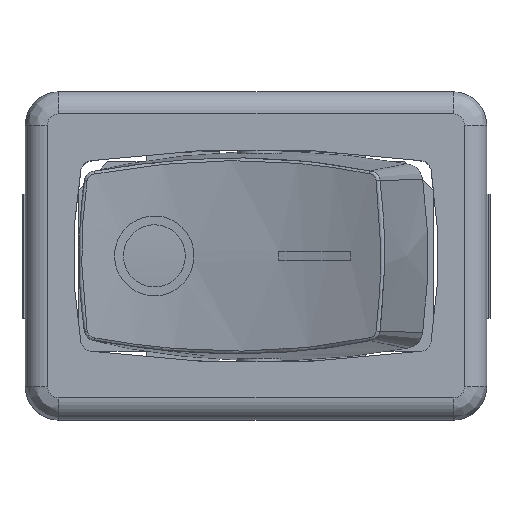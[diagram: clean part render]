
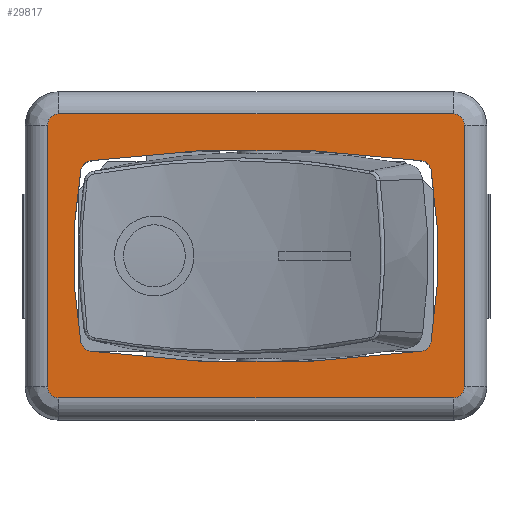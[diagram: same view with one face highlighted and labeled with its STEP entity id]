
A CAD part, top view. The second image highlights one B-rep face of the part: STEP entity #29817.
In plain terms, the highlighted planar face has unit normal (0, 0, 1).
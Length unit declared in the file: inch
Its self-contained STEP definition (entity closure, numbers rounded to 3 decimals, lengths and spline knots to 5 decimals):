
#2423=CARTESIAN_POINT('',(0.31077,-0.15275,0.6063));
#2424=VERTEX_POINT('',#2423);
#2431=CARTESIAN_POINT('',(0.31077,0.15275,0.6063));
#2432=VERTEX_POINT('',#2431);
#2433=CARTESIAN_POINT('',(-0.63205,0.,0.6063));
#2434=DIRECTION('',(0.0,0.0,-1.0));
#2435=DIRECTION('',(-0.987,0.16,0.0));
#2436=AXIS2_PLACEMENT_3D('',#2433,#2434,#2435);
#2437=CIRCLE('',#2436,0.95512);
#2438=EDGE_CURVE('',#2432,#2424,#2437,.T.);
#2474=CARTESIAN_POINT('',(-0.31071,-0.15309,0.6063));
#2475=VERTEX_POINT('',#2474);
#2482=CARTESIAN_POINT('',(-0.29401,-0.16911,0.6063));
#2483=VERTEX_POINT('',#2482);
#2484=CARTESIAN_POINT('',(-0.29134,-0.14961,0.6063));
#2485=DIRECTION('',(0.0,0.0,-1.0));
#2486=DIRECTION('',(0.984,0.177,0.0));
#2487=AXIS2_PLACEMENT_3D('',#2484,#2485,#2486);
#2488=CIRCLE('',#2487,0.01969);
#2489=EDGE_CURVE('',#2483,#2475,#2488,.T.);
#26584=CARTESIAN_POINT('',(0.29401,0.16911,0.6063));
#26585=VERTEX_POINT('',#26584);
#26592=CARTESIAN_POINT('',(-0.29401,0.16911,0.6063));
#26593=VERTEX_POINT('',#26592);
#26594=CARTESIAN_POINT('',(0.,-1.97619,0.6063));
#26595=DIRECTION('',(0.0,0.0,-1.0));
#26596=DIRECTION('',(-0.136,-0.991,0.0));
#26597=AXIS2_PLACEMENT_3D('',#26594,#26595,#26596);
#26598=CIRCLE('',#26597,2.16535);
#26599=EDGE_CURVE('',#26593,#26585,#26598,.T.);
#26689=CARTESIAN_POINT('',(0.29134,0.14961,0.6063));
#26690=DIRECTION('',(0.0,0.0,-1.0));
#26691=DIRECTION('',(-0.987,-0.16,0.0));
#26692=AXIS2_PLACEMENT_3D('',#26689,#26690,#26691);
#26693=CIRCLE('',#26692,0.01969);
#26694=EDGE_CURVE('',#26585,#2432,#26693,.T.);
#26708=CARTESIAN_POINT('',(0.29401,-0.16911,0.6063));
#26709=VERTEX_POINT('',#26708);
#26716=CARTESIAN_POINT('',(0.29134,-0.14961,0.6063));
#26717=DIRECTION('',(0.0,0.0,-1.0));
#26718=DIRECTION('',(-0.136,0.991,0.0));
#26719=AXIS2_PLACEMENT_3D('',#26716,#26717,#26718);
#26720=CIRCLE('',#26719,0.01969);
#26721=EDGE_CURVE('',#2424,#26709,#26720,.T.);
#29147=CARTESIAN_POINT('',(-0.31071,0.15309,0.6063));
#29148=VERTEX_POINT('',#29147);
#29149=CARTESIAN_POINT('',(-0.29134,0.14961,0.6063));
#29150=DIRECTION('',(0.0,0.0,-1.0));
#29151=DIRECTION('',(0.136,-0.991,0.0));
#29152=AXIS2_PLACEMENT_3D('',#29149,#29150,#29151);
#29153=CIRCLE('',#29152,0.01969);
#29154=EDGE_CURVE('',#29148,#26593,#29153,.T.);
#29174=CARTESIAN_POINT('',(0.54179,0.,0.6063));
#29175=DIRECTION('',(0.0,0.0,-1.0));
#29176=DIRECTION('',(0.984,-0.177,0.0));
#29177=AXIS2_PLACEMENT_3D('',#29174,#29175,#29176);
#29178=CIRCLE('',#29177,0.86614);
#29179=EDGE_CURVE('',#2475,#29148,#29178,.T.);
#29194=CARTESIAN_POINT('',(0.,1.97619,0.6063));
#29195=DIRECTION('',(0.0,0.0,-1.0));
#29196=DIRECTION('',(0.136,0.991,0.0));
#29197=AXIS2_PLACEMENT_3D('',#29194,#29195,#29196);
#29198=CIRCLE('',#29197,2.16535);
#29199=EDGE_CURVE('',#26709,#2483,#29198,.T.);
#29270=CARTESIAN_POINT('',(-0.37008,-0.23228,0.6063));
#29271=VERTEX_POINT('',#29270);
#29279=CARTESIAN_POINT('',(-0.37008,0.23228,0.6063));
#29280=VERTEX_POINT('',#29279);
#29281=CARTESIAN_POINT('',(-0.37008,-0.23228,0.6063));
#29282=DIRECTION('',(0.0,1.0,0.0));
#29283=VECTOR('',#29282,0.46457);
#29284=LINE('',#29281,#29283);
#29285=EDGE_CURVE('',#29271,#29280,#29284,.T.);
#29360=CARTESIAN_POINT('',(-0.35039,-0.25197,0.6063));
#29361=VERTEX_POINT('',#29360);
#29369=CARTESIAN_POINT('',(-0.35039,-0.23228,0.6063));
#29370=DIRECTION('',(0.0,0.0,-1.0));
#29371=DIRECTION('',(-0.707,-0.707,0.0));
#29372=AXIS2_PLACEMENT_3D('',#29369,#29370,#29371);
#29373=CIRCLE('',#29372,0.01969);
#29374=EDGE_CURVE('',#29361,#29271,#29373,.T.);
#29440=CARTESIAN_POINT('',(-0.35039,0.25197,0.6063));
#29441=VERTEX_POINT('',#29440);
#29459=CARTESIAN_POINT('',(-0.35039,0.23228,0.6063));
#29460=DIRECTION('',(0.0,0.0,-1.0));
#29461=DIRECTION('',(-0.707,0.707,0.0));
#29462=AXIS2_PLACEMENT_3D('',#29459,#29460,#29461);
#29463=CIRCLE('',#29462,0.01969);
#29464=EDGE_CURVE('',#29280,#29441,#29463,.T.);
#29476=CARTESIAN_POINT('',(0.35039,-0.25197,0.6063));
#29477=VERTEX_POINT('',#29476);
#29485=CARTESIAN_POINT('',(0.35039,-0.25197,0.6063));
#29486=DIRECTION('',(-1.0,0.0,0.0));
#29487=VECTOR('',#29486,0.70079);
#29488=LINE('',#29485,#29487);
#29489=EDGE_CURVE('',#29477,#29361,#29488,.T.);
#29506=CARTESIAN_POINT('',(0.35039,0.25197,0.6063));
#29507=VERTEX_POINT('',#29506);
#29524=CARTESIAN_POINT('',(-0.35039,0.25197,0.6063));
#29525=DIRECTION('',(1.0,0.0,0.0));
#29526=VECTOR('',#29525,0.70079);
#29527=LINE('',#29524,#29526);
#29528=EDGE_CURVE('',#29441,#29507,#29527,.T.);
#29588=CARTESIAN_POINT('',(0.37008,-0.23228,0.6063));
#29589=VERTEX_POINT('',#29588);
#29597=CARTESIAN_POINT('',(0.35039,-0.23228,0.6063));
#29598=DIRECTION('',(0.0,0.0,-1.0));
#29599=DIRECTION('',(0.707,-0.707,0.0));
#29600=AXIS2_PLACEMENT_3D('',#29597,#29598,#29599);
#29601=CIRCLE('',#29600,0.01969);
#29602=EDGE_CURVE('',#29589,#29477,#29601,.T.);
#29668=CARTESIAN_POINT('',(0.37008,0.23228,0.6063));
#29669=VERTEX_POINT('',#29668);
#29687=CARTESIAN_POINT('',(0.35039,0.23228,0.6063));
#29688=DIRECTION('',(0.0,0.0,-1.0));
#29689=DIRECTION('',(0.707,0.707,0.0));
#29690=AXIS2_PLACEMENT_3D('',#29687,#29688,#29689);
#29691=CIRCLE('',#29690,0.01969);
#29692=EDGE_CURVE('',#29507,#29669,#29691,.T.);
#29710=CARTESIAN_POINT('',(0.37008,0.23228,0.6063));
#29711=DIRECTION('',(0.0,-1.0,0.0));
#29712=VECTOR('',#29711,0.46457);
#29713=LINE('',#29710,#29712);
#29714=EDGE_CURVE('',#29669,#29589,#29713,.T.);
#29792=CARTESIAN_POINT('',(-0.40709,-0.27717,0.6063));
#29793=DIRECTION('',(0.0,0.0,1.0));
#29794=DIRECTION('',(1.0,0.0,0.0));
#29795=AXIS2_PLACEMENT_3D('',#29792,#29793,#29794);
#29796=PLANE('',#29795);
#29797=ORIENTED_EDGE('',*,*,#29285,.F.);
#29798=ORIENTED_EDGE('',*,*,#29374,.F.);
#29799=ORIENTED_EDGE('',*,*,#29489,.F.);
#29800=ORIENTED_EDGE('',*,*,#29602,.F.);
#29801=ORIENTED_EDGE('',*,*,#29714,.F.);
#29802=ORIENTED_EDGE('',*,*,#29692,.F.);
#29803=ORIENTED_EDGE('',*,*,#29528,.F.);
#29804=ORIENTED_EDGE('',*,*,#29464,.F.);
#29805=EDGE_LOOP('',(#29797,#29798,#29799,#29800,#29801,#29802,#29803,#29804));
#29806=FACE_OUTER_BOUND('',#29805,.T.);
#29807=ORIENTED_EDGE('',*,*,#26599,.T.);
#29808=ORIENTED_EDGE('',*,*,#26694,.T.);
#29809=ORIENTED_EDGE('',*,*,#2438,.T.);
#29810=ORIENTED_EDGE('',*,*,#26721,.T.);
#29811=ORIENTED_EDGE('',*,*,#29199,.T.);
#29812=ORIENTED_EDGE('',*,*,#2489,.T.);
#29813=ORIENTED_EDGE('',*,*,#29179,.T.);
#29814=ORIENTED_EDGE('',*,*,#29154,.T.);
#29815=EDGE_LOOP('',(#29807,#29808,#29809,#29810,#29811,#29812,#29813,#29814));
#29816=FACE_BOUND('',#29815,.T.);
#29817=ADVANCED_FACE('',(#29806,#29816),#29796,.T.);
